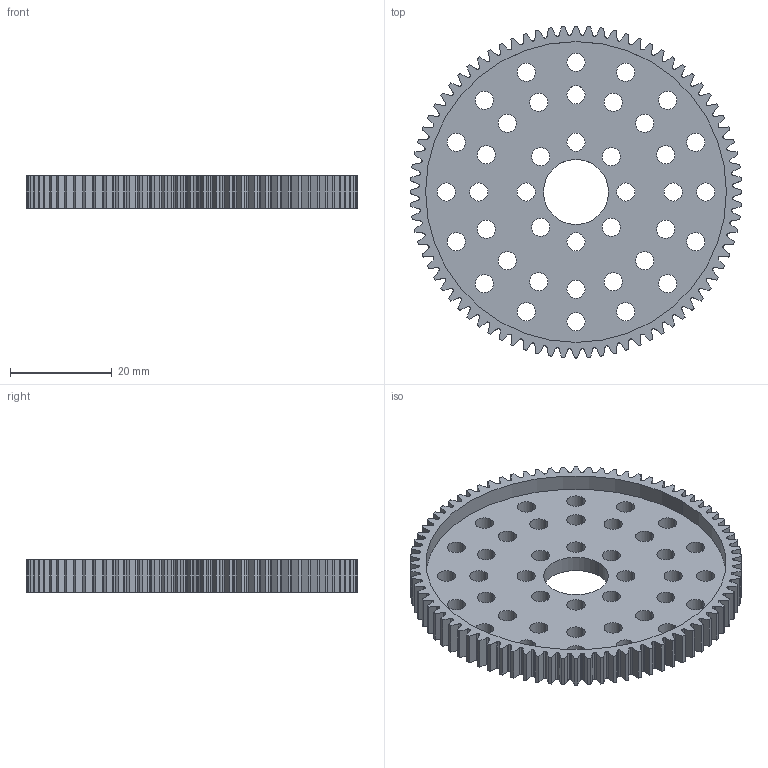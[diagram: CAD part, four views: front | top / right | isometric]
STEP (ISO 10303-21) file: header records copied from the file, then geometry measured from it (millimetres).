
FILE_DESCRIPTION (( 'STEP AP203' ), '1' );
FILE_NAME ('615206.STEP', '2016-10-04T20:22:09', ( '' ), ( '' ), 'SwSTEP 2.0', 'SolidWorks 2014', '' );
FILE_SCHEMA (( 'CONFIG_CONTROL_DESIGN' ));
Length unit declared in the file: millimetre
Products named in the file (1): 615206
Bounding box: 65.09 x 65.09 x 6.35 mm (x, y, z)
Volume: 9712.3 mm3; surface area: 9875.4 mm2
Topology: 1 solids, 1 shells, 728 faces, 2175 edges, 1450 vertices
Faces by surface type: bspline 320, cylinder 245, plane 163
Entity records: 34930 total; most frequent: CARTESIAN_POINT 16834, ORIENTED_EDGE 4350, DIRECTION 2843, EDGE_CURVE 2175, VERTEX_POINT 1450, LINE 1045, VECTOR 1045, AXIS2_PLACEMENT_3D 899
